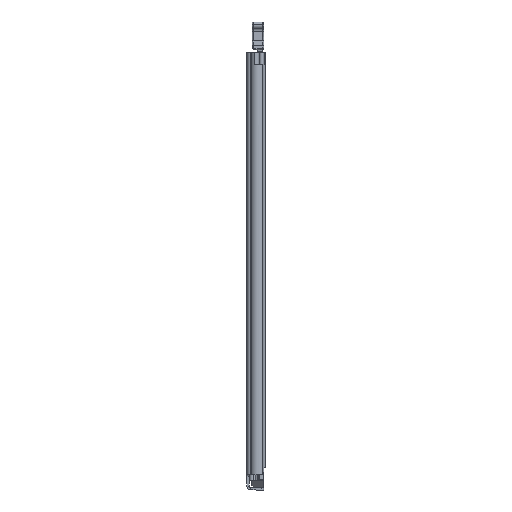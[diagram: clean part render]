
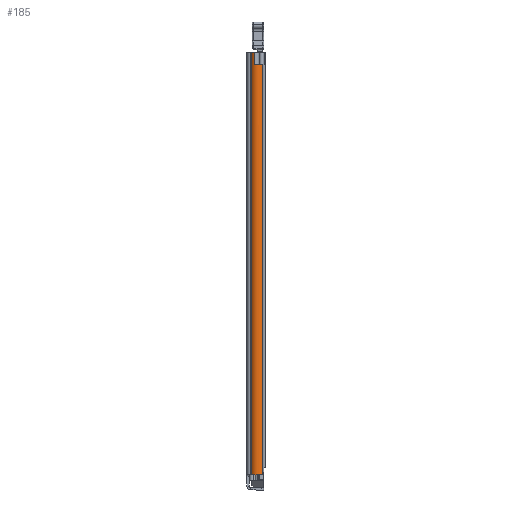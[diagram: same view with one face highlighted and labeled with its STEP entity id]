
A CAD part, front view. The second image highlights one B-rep face of the part: STEP entity #185.
In plain terms, the highlighted cylindrical face has radius 7.6 mm (diameter 15.2 mm), a partial arc.
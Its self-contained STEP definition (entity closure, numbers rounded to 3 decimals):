
#185 = ADVANCED_FACE ( 'NONE', ( #1968 ), #4416, .T. ) ;
#253 = CARTESIAN_POINT ( 'NONE',  ( 8.413, -37.778, -457.2 ) ) ;
#1111 = ORIENTED_EDGE ( 'NONE', *, *, #14416, .F. ) ;
#1921 = DIRECTION ( 'NONE',  ( 0., 0., 1. ) ) ;
#1968 = FACE_OUTER_BOUND ( 'NONE', #14805, .T. ) ;
#2122 = AXIS2_PLACEMENT_3D ( 'NONE', #25218, #10489, #5422 ) ;
#2270 = DIRECTION ( 'NONE',  ( 0., 0., 1. ) ) ;
#2507 = EDGE_CURVE ( 'NONE', #17262, #4939, #16836, .T. ) ;
#2616 = DIRECTION ( 'NONE',  ( 1., 0., 0. ) ) ;
#3594 = ORIENTED_EDGE ( 'NONE', *, *, #18609, .T. ) ;
#4416 = CYLINDRICAL_SURFACE ( 'NONE', #4517, 7.6 ) ;
#4477 = DIRECTION ( 'NONE',  ( 0., 0., 1. ) ) ;
#4517 = AXIS2_PLACEMENT_3D ( 'NONE', #21913, #2270, #22552 ) ;
#4921 = VECTOR ( 'NONE', #1921, 1000. ) ;
#4939 = VERTEX_POINT ( 'NONE', #28994 ) ;
#5399 = VERTEX_POINT ( 'NONE', #9922 ) ;
#5422 = DIRECTION ( 'NONE',  ( 1., 0., 0. ) ) ;
#5744 = CARTESIAN_POINT ( 'NONE',  ( 8.413, -37.778, 0. ) ) ;
#6335 = ORIENTED_EDGE ( 'NONE', *, *, #2507, .T. ) ;
#7397 = VECTOR ( 'NONE', #4477, 1000. ) ;
#7756 = DIRECTION ( 'NONE',  ( 0., 0., 1. ) ) ;
#9115 = AXIS2_PLACEMENT_3D ( 'NONE', #19876, #32200, #26785 ) ;
#9289 = LINE ( 'NONE', #11585, #4921 ) ;
#9874 = ORIENTED_EDGE ( 'NONE', *, *, #16614, .F. ) ;
#9922 = CARTESIAN_POINT ( 'NONE',  ( 5.244, -35.891, -441.2 ) ) ;
#10147 = CIRCLE ( 'NONE', #27419, 7.6 ) ;
#10489 = DIRECTION ( 'NONE',  ( 0., 0., -1. ) ) ;
#10892 = EDGE_CURVE ( 'NONE', #27934, #12935, #9289, .T. ) ;
#11585 = CARTESIAN_POINT ( 'NONE',  ( 16.488, -35.307, -457.2 ) ) ;
#12524 = CARTESIAN_POINT ( 'NONE',  ( 16.488, -35.307, -12.2 ) ) ;
#12935 = VERTEX_POINT ( 'NONE', #12524 ) ;
#14416 = EDGE_CURVE ( 'NONE', #5399, #4939, #32320, .T. ) ;
#14642 = CARTESIAN_POINT ( 'NONE',  ( 16.488, -35.307, -441.2 ) ) ;
#14805 = EDGE_LOOP ( 'NONE', ( #3594, #19596, #9874, #32154, #6335, #1111 ) ) ;
#15060 = DIRECTION ( 'NONE',  ( 0., 0., 1. ) ) ;
#16614 = EDGE_CURVE ( 'NONE', #29831, #12935, #24780, .T. ) ;
#16836 = CIRCLE ( 'NONE', #2122, 7.6 ) ;
#17262 = VERTEX_POINT ( 'NONE', #5744 ) ;
#18609 = EDGE_CURVE ( 'NONE', #5399, #27934, #10147, .T. ) ;
#19596 = ORIENTED_EDGE ( 'NONE', *, *, #10892, .T. ) ;
#19876 = CARTESIAN_POINT ( 'NONE',  ( 10.602, -30.5, -12.2 ) ) ;
#21913 = CARTESIAN_POINT ( 'NONE',  ( 10.602, -30.5, -457.2 ) ) ;
#22552 = DIRECTION ( 'NONE',  ( 1., 0., 0. ) ) ;
#22641 = LINE ( 'NONE', #253, #30361 ) ;
#24780 = CIRCLE ( 'NONE', #9115, 7.6 ) ;
#25218 = CARTESIAN_POINT ( 'NONE',  ( 10.602, -30.5, 0. ) ) ;
#25385 = CARTESIAN_POINT ( 'NONE',  ( 10.602, -30.5, -441.2 ) ) ;
#26785 = DIRECTION ( 'NONE',  ( 1., 0., 0. ) ) ;
#27419 = AXIS2_PLACEMENT_3D ( 'NONE', #25385, #15060, #2616 ) ;
#27934 = VERTEX_POINT ( 'NONE', #14642 ) ;
#28140 = EDGE_CURVE ( 'NONE', #29831, #17262, #22641, .T. ) ;
#28473 = CARTESIAN_POINT ( 'NONE',  ( 8.413, -37.778, -12.2 ) ) ;
#28994 = CARTESIAN_POINT ( 'NONE',  ( 5.244, -35.891, 0. ) ) ;
#29831 = VERTEX_POINT ( 'NONE', #28473 ) ;
#30361 = VECTOR ( 'NONE', #7756, 1000. ) ;
#32003 = CARTESIAN_POINT ( 'NONE',  ( 5.244, -35.891, -457.2 ) ) ;
#32154 = ORIENTED_EDGE ( 'NONE', *, *, #28140, .T. ) ;
#32200 = DIRECTION ( 'NONE',  ( 0., 0., 1. ) ) ;
#32320 = LINE ( 'NONE', #32003, #7397 ) ;
